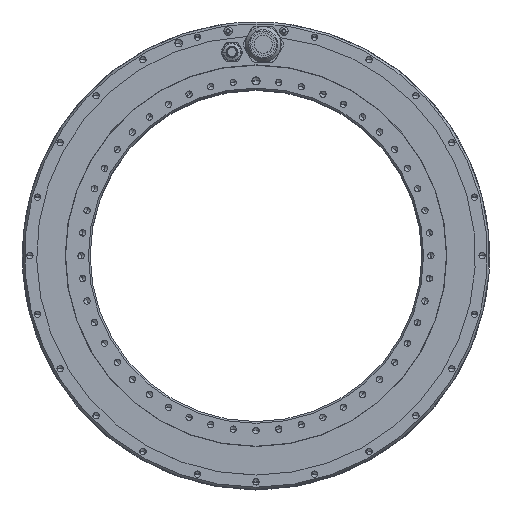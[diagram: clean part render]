
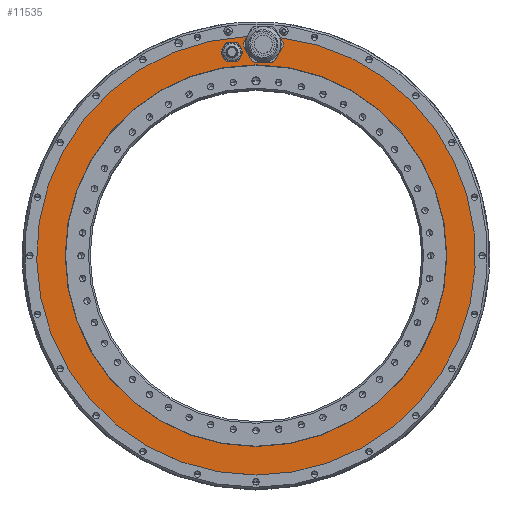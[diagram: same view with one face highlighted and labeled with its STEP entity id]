
A CAD part, top view. The second image highlights one B-rep face of the part: STEP entity #11535.
In plain terms, the highlighted planar face has unit normal (0, 0, 1).
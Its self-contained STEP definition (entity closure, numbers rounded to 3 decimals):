
#2626=CARTESIAN_POINT('',(4.8,140.2,-0.15));
#2627=DIRECTION('',(0.,0.,1.));
#2628=DIRECTION('',(-0.766,-0.643,0.));
#2629=AXIS2_PLACEMENT_3D('',#2626,#2627,#2628);
#2631=DIRECTION('',(1.,0.,0.));
#2632=VECTOR('',#2631,4.249);
#2633=CARTESIAN_POINT('',(2.676,128.2,-0.15));
#2634=LINE('',#2633,#2632);
#2635=CARTESIAN_POINT('',(4.8,140.2,-0.15));
#2636=DIRECTION('',(0.,0.,1.));
#2637=DIRECTION('',(0.174,-0.985,0.));
#2638=AXIS2_PLACEMENT_3D('',#2635,#2636,#2637);
#2640=DIRECTION('',(0.5,0.866,0.));
#2641=VECTOR('',#2640,4.249);
#2642=CARTESIAN_POINT('',(14.13,132.36,
-0.15));
#2643=LINE('',#2642,#2641);
#2644=CARTESIAN_POINT('',(4.8,140.2,-0.15));
#2645=DIRECTION('',(0.,0.,1.));
#2646=DIRECTION('',(0.94,-0.341,0.));
#2647=AXIS2_PLACEMENT_3D('',#2644,#2645,#2646);
#2649=DIRECTION('',(-0.5,0.866,0.));
#2650=VECTOR('',#2649,0.283);
#2651=CARTESIAN_POINT('',(16.255,144.36,
-0.15));
#2652=LINE('',#2651,#2650);
#2653=CARTESIAN_POINT('',(0.,0.,-0.15));
#2654=DIRECTION('',(0.,0.,-1.));
#2655=DIRECTION('',(0.111,0.994,0.));
#2656=AXIS2_PLACEMENT_3D('',#2653,#2654,#2655);
#2658=CARTESIAN_POINT('',(0.,0.,-0.15));
#2659=DIRECTION('',(0.,0.,-1.));
#2660=DIRECTION('',(0.,-1.,0.));
#2661=AXIS2_PLACEMENT_3D('',#2658,#2659,#2660);
#2663=DIRECTION('',(-0.5,-0.866,0.));
#2664=VECTOR('',#2663,1.17);
#2665=CARTESIAN_POINT('',(-6.07,145.373,
-0.15));
#2666=LINE('',#2665,#2664);
#2667=CARTESIAN_POINT('',(4.8,140.2,-0.15));
#2668=DIRECTION('',(0.,0.,1.));
#2669=DIRECTION('',(-0.94,0.341,0.));
#2670=AXIS2_PLACEMENT_3D('',#2667,#2668,#2669);
#2672=DIRECTION('',(0.5,-0.866,0.));
#2673=VECTOR('',#2672,4.249);
#2674=CARTESIAN_POINT('',(-6.655,136.04,
-0.15));
#2675=LINE('',#2674,#2673);
#2676=DIRECTION('',(-0.5,0.866,0.));
#2677=VECTOR('',#2676,3.137);
#2678=CARTESIAN_POINT('',(-9.587,136.892,-0.15));
#2679=LINE('',#2678,#2677);
#2680=CARTESIAN_POINT('',(-16.,135.,-0.15));
#2681=DIRECTION('',(0.,0.,1.));
#2682=DIRECTION('',(0.725,0.689,0.));
#2683=AXIS2_PLACEMENT_3D('',#2680,#2681,#2682);
#2685=CARTESIAN_POINT('',(-16.,135.,-0.15));
#2686=DIRECTION('',(0.,0.,1.));
#2687=DIRECTION('',(-0.235,0.972,0.));
#2688=AXIS2_PLACEMENT_3D('',#2685,#2686,#2687);
#2690=DIRECTION('',(-0.5,-0.866,0.));
#2691=VECTOR('',#2690,3.137);
#2692=CARTESIAN_POINT('',(-20.845,139.608,-0.15));
#2693=LINE('',#2692,#2691);
#2694=CARTESIAN_POINT('',(-16.,135.,-0.15));
#2695=DIRECTION('',(0.,0.,1.));
#2696=DIRECTION('',(-0.959,0.283,0.));
#2697=AXIS2_PLACEMENT_3D('',#2694,#2695,#2696);
#2699=DIRECTION('',(0.5,-0.866,0.));
#2700=VECTOR('',#2699,3.137);
#2701=CARTESIAN_POINT('',(-22.413,133.108,
-0.15));
#2702=LINE('',#2701,#2700);
#2703=CARTESIAN_POINT('',(-16.,135.,-0.15));
#2704=DIRECTION('',(0.,0.,1.));
#2705=DIRECTION('',(-0.725,-0.689,0.));
#2706=AXIS2_PLACEMENT_3D('',#2703,#2704,#2705);
#2708=CARTESIAN_POINT('',(-16.,135.,-0.15));
#2709=DIRECTION('',(0.,0.,1.));
#2710=DIRECTION('',(0.235,-0.972,0.));
#2711=AXIS2_PLACEMENT_3D('',#2708,#2709,#2710);
#2713=DIRECTION('',(0.5,0.866,0.));
#2714=VECTOR('',#2713,3.137);
#2715=CARTESIAN_POINT('',(-11.155,130.392,
-0.15));
#2716=LINE('',#2715,#2714);
#2717=CARTESIAN_POINT('',(-16.,135.,-0.15));
#2718=DIRECTION('',(0.,0.,1.));
#2719=DIRECTION('',(0.959,-0.283,0.));
#2720=AXIS2_PLACEMENT_3D('',#2717,#2718,#2719);
#2722=CARTESIAN_POINT('',(0.,0.,-0.15));
#2723=DIRECTION('',(0.,0.,1.));
#2724=DIRECTION('',(-1.,0.,0.));
#2725=AXIS2_PLACEMENT_3D('',#2722,#2723,#2724);
#2727=CARTESIAN_POINT('',(0.,0.,-0.15));
#2728=DIRECTION('',(0.,0.,1.));
#2729=DIRECTION('',(1.,0.,0.));
#2730=AXIS2_PLACEMENT_3D('',#2727,#2728,#2729);
#3390=DIRECTION('',(-1.,0.,0.));
#3391=VECTOR('',#3390,3.137);
#3392=CARTESIAN_POINT('',(-14.431,128.5,-0.15));
#3393=LINE('',#3392,#3391);
#3451=DIRECTION('',(1.,0.,0.));
#3452=VECTOR('',#3451,3.137);
#3453=CARTESIAN_POINT('',(-17.569,141.5,-0.15));
#3454=LINE('',#3453,#3452);
#6436=CARTESIAN_POINT('',(126.575,0.,-0.15));
#6437=VERTEX_POINT('',#6436);
#6438=CARTESIAN_POINT('',(-126.575,0.,-0.15));
#6439=VERTEX_POINT('',#6438);
#6440=CARTESIAN_POINT('',(-4.53,132.36,
-0.15));
#6441=CARTESIAN_POINT('',(2.676,128.2,-0.15));
#6442=VERTEX_POINT('',#6440);
#6443=VERTEX_POINT('',#6441);
#6444=CARTESIAN_POINT('',(6.924,128.2,-0.15));
#6445=VERTEX_POINT('',#6444);
#6446=CARTESIAN_POINT('',(14.13,132.36,
-0.15));
#6447=VERTEX_POINT('',#6446);
#6448=CARTESIAN_POINT('',(16.255,136.04,
-0.15));
#6449=VERTEX_POINT('',#6448);
#6450=CARTESIAN_POINT('',(16.255,144.36,
-0.15));
#6451=VERTEX_POINT('',#6450);
#6452=CARTESIAN_POINT('',(16.113,144.605,
-0.15));
#6453=VERTEX_POINT('',#6452);
#6454=CARTESIAN_POINT('',(0.,-145.5,-0.15));
#6455=CARTESIAN_POINT('',(-6.07,145.373,
-0.15));
#6456=VERTEX_POINT('',#6454);
#6457=VERTEX_POINT('',#6455);
#6458=CARTESIAN_POINT('',(-6.655,144.36,
-0.15));
#6459=VERTEX_POINT('',#6458);
#6460=CARTESIAN_POINT('',(-6.655,136.04,
-0.15));
#6461=VERTEX_POINT('',#6460);
#6462=CARTESIAN_POINT('',(-9.587,136.892,-0.15));
#6463=CARTESIAN_POINT('',(-11.155,139.608,-0.15));
#6464=VERTEX_POINT('',#6462);
#6465=VERTEX_POINT('',#6463);
#6466=CARTESIAN_POINT('',(-14.431,141.5,-0.15));
#6467=VERTEX_POINT('',#6466);
#6468=CARTESIAN_POINT('',(-17.569,141.5,-0.15));
#6469=VERTEX_POINT('',#6468);
#6470=CARTESIAN_POINT('',(-20.845,139.608,-0.15));
#6471=VERTEX_POINT('',#6470);
#6472=CARTESIAN_POINT('',(-22.413,136.892,-0.15));
#6473=VERTEX_POINT('',#6472);
#6474=CARTESIAN_POINT('',(-22.413,133.108,
-0.15));
#6475=VERTEX_POINT('',#6474);
#6476=CARTESIAN_POINT('',(-20.845,130.392,-0.15));
#6477=VERTEX_POINT('',#6476);
#6478=CARTESIAN_POINT('',(-17.569,128.5,-0.15));
#6479=VERTEX_POINT('',#6478);
#6480=CARTESIAN_POINT('',(-14.431,128.5,-0.15));
#6481=VERTEX_POINT('',#6480);
#6482=CARTESIAN_POINT('',(-11.155,130.392,
-0.15));
#6483=VERTEX_POINT('',#6482);
#6484=CARTESIAN_POINT('',(-9.587,133.108,-0.15));
#6485=VERTEX_POINT('',#6484);
#11476=CARTESIAN_POINT('',(0.,0.,-0.15));
#11477=DIRECTION('',(0.,0.,1.));
#11478=DIRECTION('',(1.,0.,0.));
#11479=AXIS2_PLACEMENT_3D('',#11476,#11477,#11478);
#11480=PLANE('',#11479);
#11482=ORIENTED_EDGE('',*,*,#11481,.T.);
#11484=ORIENTED_EDGE('',*,*,#11483,.T.);
#11486=ORIENTED_EDGE('',*,*,#11485,.T.);
#11488=ORIENTED_EDGE('',*,*,#11487,.T.);
#11490=ORIENTED_EDGE('',*,*,#11489,.T.);
#11492=ORIENTED_EDGE('',*,*,#11491,.T.);
#11494=ORIENTED_EDGE('',*,*,#11493,.T.);
#11496=ORIENTED_EDGE('',*,*,#11495,.T.);
#11498=ORIENTED_EDGE('',*,*,#11497,.T.);
#11500=ORIENTED_EDGE('',*,*,#11499,.T.);
#11502=ORIENTED_EDGE('',*,*,#11501,.T.);
#11503=EDGE_LOOP('',(#11482,#11484,#11486,#11488,#11490,#11492,#11494,#11496,
#11498,#11500,#11502));
#11504=FACE_OUTER_BOUND('',#11503,.F.);
#11506=ORIENTED_EDGE('',*,*,#11505,.T.);
#11508=ORIENTED_EDGE('',*,*,#11507,.T.);
#11510=ORIENTED_EDGE('',*,*,#11509,.F.);
#11512=ORIENTED_EDGE('',*,*,#11511,.T.);
#11514=ORIENTED_EDGE('',*,*,#11513,.T.);
#11516=ORIENTED_EDGE('',*,*,#11515,.T.);
#11518=ORIENTED_EDGE('',*,*,#11517,.T.);
#11520=ORIENTED_EDGE('',*,*,#11519,.T.);
#11522=ORIENTED_EDGE('',*,*,#11521,.F.);
#11524=ORIENTED_EDGE('',*,*,#11523,.T.);
#11526=ORIENTED_EDGE('',*,*,#11525,.T.);
#11528=ORIENTED_EDGE('',*,*,#11527,.T.);
#11529=EDGE_LOOP('',(#11506,#11508,#11510,#11512,#11514,#11516,#11518,#11520,
#11522,#11524,#11526,#11528));
#11530=FACE_BOUND('',#11529,.F.);
#11531=ORIENTED_EDGE('',*,*,#11442,.T.);
#11532=ORIENTED_EDGE('',*,*,#11463,.T.);
#11533=EDGE_LOOP('',(#11531,#11532));
#11534=FACE_BOUND('',#11533,.F.);
#11535=ADVANCED_FACE('',(#11504,#11530,#11534),#11480,.T.);
#2630=CIRCLE('',#2629,12.187);
#2639=CIRCLE('',#2638,12.187);
#2648=CIRCLE('',#2647,12.187);
#2657=CIRCLE('',#2656,145.5);
#2662=CIRCLE('',#2661,145.5);
#2671=CIRCLE('',#2670,12.187);
#2684=CIRCLE('',#2683,6.687);
#2689=CIRCLE('',#2688,6.687);
#2698=CIRCLE('',#2697,6.687);
#2707=CIRCLE('',#2706,6.687);
#2712=CIRCLE('',#2711,6.687);
#2721=CIRCLE('',#2720,6.687);
#2726=CIRCLE('',#2725,126.575);
#2731=CIRCLE('',#2730,126.575);
#11442=EDGE_CURVE('',#6439,#6437,#2726,.T.);
#11463=EDGE_CURVE('',#6437,#6439,#2731,.T.);
#11481=EDGE_CURVE('',#6442,#6443,#2630,.T.);
#11483=EDGE_CURVE('',#6443,#6445,#2634,.T.);
#11485=EDGE_CURVE('',#6445,#6447,#2639,.T.);
#11487=EDGE_CURVE('',#6447,#6449,#2643,.T.);
#11489=EDGE_CURVE('',#6449,#6451,#2648,.T.);
#11491=EDGE_CURVE('',#6451,#6453,#2652,.T.);
#11493=EDGE_CURVE('',#6453,#6456,#2657,.T.);
#11495=EDGE_CURVE('',#6456,#6457,#2662,.T.);
#11497=EDGE_CURVE('',#6457,#6459,#2666,.T.);
#11499=EDGE_CURVE('',#6459,#6461,#2671,.T.);
#11501=EDGE_CURVE('',#6461,#6442,#2675,.T.);
#11505=EDGE_CURVE('',#6464,#6465,#2679,.T.);
#11507=EDGE_CURVE('',#6465,#6467,#2684,.T.);
#11509=EDGE_CURVE('',#6469,#6467,#3454,.T.);
#11511=EDGE_CURVE('',#6469,#6471,#2689,.T.);
#11513=EDGE_CURVE('',#6471,#6473,#2693,.T.);
#11515=EDGE_CURVE('',#6473,#6475,#2698,.T.);
#11517=EDGE_CURVE('',#6475,#6477,#2702,.T.);
#11519=EDGE_CURVE('',#6477,#6479,#2707,.T.);
#11521=EDGE_CURVE('',#6481,#6479,#3393,.T.);
#11523=EDGE_CURVE('',#6481,#6483,#2712,.T.);
#11525=EDGE_CURVE('',#6483,#6485,#2716,.T.);
#11527=EDGE_CURVE('',#6485,#6464,#2721,.T.);
